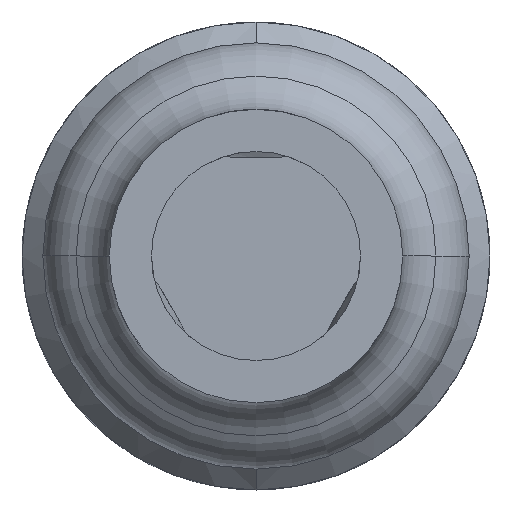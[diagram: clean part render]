
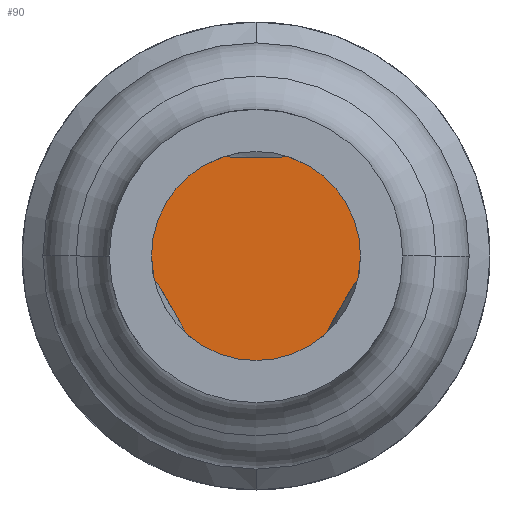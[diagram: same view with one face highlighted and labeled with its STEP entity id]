
A CAD part, front view. The second image highlights one B-rep face of the part: STEP entity #90.
In plain terms, the highlighted planar face has unit normal (0, -1, 0).
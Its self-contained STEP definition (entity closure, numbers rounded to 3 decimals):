
#90 = ADVANCED_FACE ( 'Defeature ausgef�hrt1_109', ( #1798 ), #5929, .F. ) ;
#93 = DIRECTION ( 'NONE',  ( 0., 1., 0. ) ) ;
#149 = CARTESIAN_POINT ( 'NONE',  ( 0., -24.7, 0. ) ) ;
#1466 = CIRCLE ( 'NONE', #2570, 0.513 ) ;
#1555 = DIRECTION ( 'NONE',  ( 0., 1., 0. ) ) ;
#1651 = CARTESIAN_POINT ( 'NONE',  ( 0., -24.7, 0. ) ) ;
#1798 = FACE_OUTER_BOUND ( 'NONE', #7819, .T. ) ;
#2414 = ORIENTED_EDGE ( 'NONE', *, *, #4666, .F. ) ;
#2471 = AXIS2_PLACEMENT_3D ( 'NONE', #149, #93, #4338 ) ;
#2570 = AXIS2_PLACEMENT_3D ( 'NONE', #5189, #1555, #4537 ) ;
#2945 = CARTESIAN_POINT ( 'NONE',  ( 0.513, -24.7, 0. ) ) ;
#3276 = ORIENTED_EDGE ( 'NONE', *, *, #6933, .F. ) ;
#4338 = DIRECTION ( 'NONE',  ( 1., 0., 0. ) ) ;
#4537 = DIRECTION ( 'NONE',  ( 1., 0., 0. ) ) ;
#4666 = EDGE_CURVE ( 'Defeature ausgef�hrt1_67+Defeature ausgef�hrt1_109+Defeature ausgef�hrt1_109+Defeature ausgef�hrt1_109', #7518, #5460, #1466, .T. ) ;
#5189 = CARTESIAN_POINT ( 'NONE',  ( 0., -24.7, 0. ) ) ;
#5285 = DIRECTION ( 'NONE',  ( 0., 1., 0. ) ) ;
#5460 = VERTEX_POINT ( 'NONE', #2945 ) ;
#5929 = PLANE ( 'NONE',  #7745 ) ;
#6160 = CIRCLE ( 'NONE', #2471, 0.513 ) ;
#6933 = EDGE_CURVE ( 'Defeature ausgef�hrt1_67+Defeature ausgef�hrt1_109+Defeature ausgef�hrt1_109+Defeature ausgef�hrt1_109', #5460, #7518, #6160, .T. ) ;
#7088 = DIRECTION ( 'NONE',  ( -1., 0., 0. ) ) ;
#7518 = VERTEX_POINT ( 'NONE', #7634 ) ;
#7634 = CARTESIAN_POINT ( 'NONE',  ( -0.513, -24.7, 0. ) ) ;
#7745 = AXIS2_PLACEMENT_3D ( 'NONE', #1651, #5285, #7088 ) ;
#7819 = EDGE_LOOP ( 'NONE', ( #2414, #3276 ) ) ;
